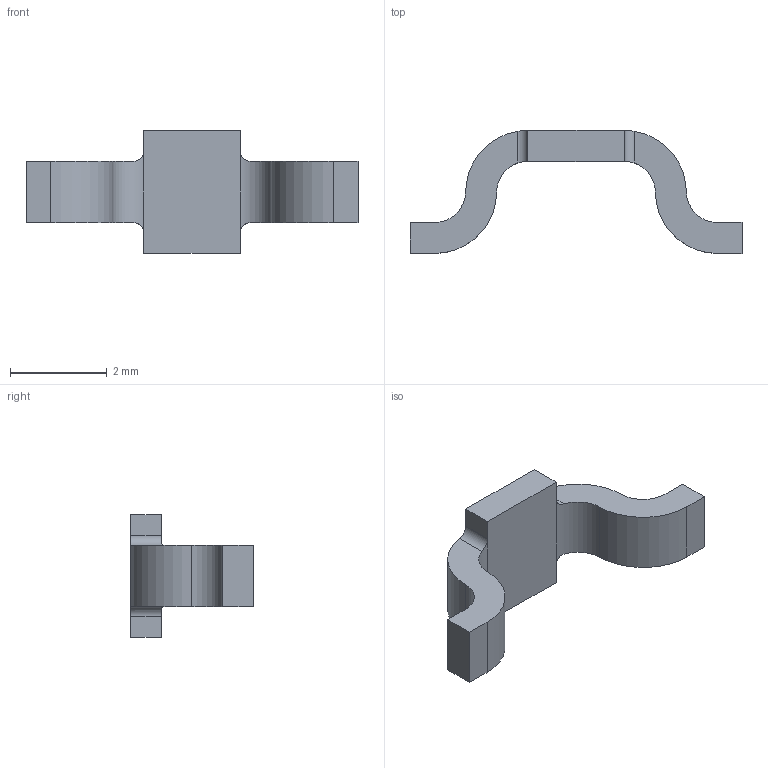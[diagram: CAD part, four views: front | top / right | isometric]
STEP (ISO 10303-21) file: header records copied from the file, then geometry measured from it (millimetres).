
FILE_DESCRIPTION (( 'STEP AP214' ), '1' );
FILE_NAME ('Jumper_KeystoneElect-5100.STEP', '2018-11-29T21:54:20', ( '' ), ( '' ), 'SwSTEP 2.0', 'SolidWorks 2017', '' );
FILE_SCHEMA (( 'AUTOMOTIVE_DESIGN' ));
Length unit declared in the file: millimetre
Products named in the file (2): Jumper_KeystoneElect-5100
Bounding box: 6.86 x 2.54 x 2.54 mm (x, y, z)
Volume: 9 mm3; surface area: 42.6 mm2
Topology: 1 solids, 1 shells, 30 faces, 76 edges, 48 vertices
Faces by surface type: plane 18, cylinder 12
Entity records: 965 total; most frequent: CARTESIAN_POINT 196, ORIENTED_EDGE 152, DIRECTION 148, EDGE_CURVE 76, LINE 52, VECTOR 52, AXIS2_PLACEMENT_3D 48, VERTEX_POINT 48
